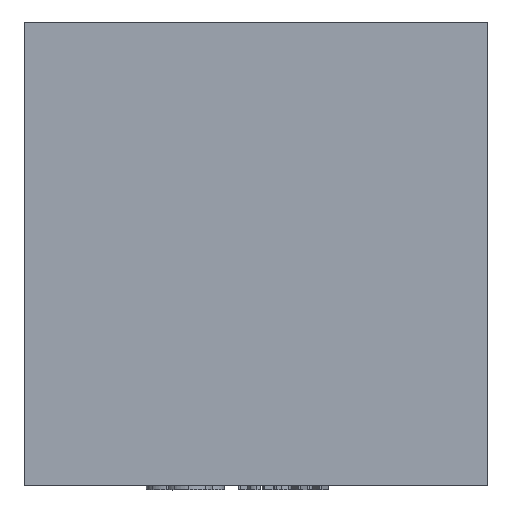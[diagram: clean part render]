
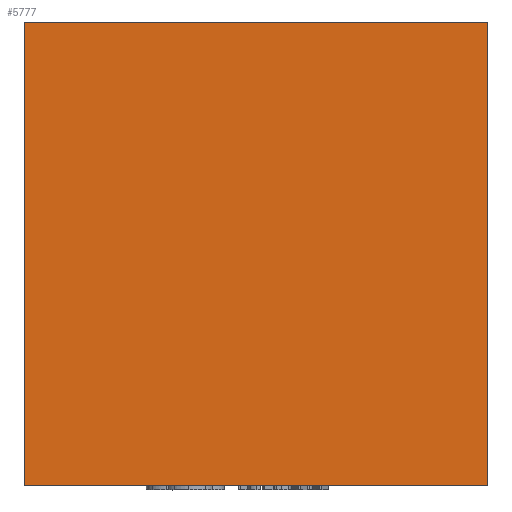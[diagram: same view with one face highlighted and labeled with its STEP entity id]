
A CAD part, top view. The second image highlights one B-rep face of the part: STEP entity #5777.
In plain terms, the highlighted planar face has unit normal (0, 0, 1).
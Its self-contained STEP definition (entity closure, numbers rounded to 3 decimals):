
#485 = ORIENTED_EDGE ( 'NONE', *, *, #7686, .T. ) ;
#616 = LINE ( 'NONE', #10909, #4241 ) ;
#1094 = ORIENTED_EDGE ( 'NONE', *, *, #12598, .T. ) ;
#1369 = DIRECTION ( 'NONE',  ( 1., 0., 0. ) ) ;
#1496 = FACE_OUTER_BOUND ( 'NONE', #11025, .T. ) ;
#1540 = EDGE_CURVE ( 'NONE', #12914, #10206, #8302, .T. ) ;
#1563 = DIRECTION ( 'NONE',  ( 1., 0., 0. ) ) ;
#1781 = VECTOR ( 'NONE', #5769, 1000. ) ;
#1836 = CARTESIAN_POINT ( 'NONE',  ( -0.55, 0.55, 0.33 ) ) ;
#1977 = ORIENTED_EDGE ( 'NONE', *, *, #1540, .T. ) ;
#3372 = CARTESIAN_POINT ( 'NONE',  ( 0., 0., 0.33 ) ) ;
#4241 = VECTOR ( 'NONE', #9840, 1000. ) ;
#4823 = LINE ( 'NONE', #8778, #1781 ) ;
#5074 = ORIENTED_EDGE ( 'NONE', *, *, #8988, .T. ) ;
#5127 = CARTESIAN_POINT ( 'NONE',  ( -0.55, -0.55, 0.33 ) ) ;
#5769 = DIRECTION ( 'NONE',  ( 0., 1., 0. ) ) ;
#5777 = ADVANCED_FACE ( 'NONE', ( #1496 ), #12569, .T. ) ;
#5784 = CARTESIAN_POINT ( 'NONE',  ( 0.55, -0.55, 0.33 ) ) ;
#6020 = CARTESIAN_POINT ( 'NONE',  ( 0.55, 0.55, 0.33 ) ) ;
#6766 = CARTESIAN_POINT ( 'NONE',  ( -0.55, -0.55, 0.33 ) ) ;
#7686 = EDGE_CURVE ( 'NONE', #10206, #9642, #616, .T. ) ;
#8216 = VERTEX_POINT ( 'NONE', #5784 ) ;
#8302 = LINE ( 'NONE', #6020, #9987 ) ;
#8778 = CARTESIAN_POINT ( 'NONE',  ( 0.55, -0.55, 0.33 ) ) ;
#8988 = EDGE_CURVE ( 'NONE', #9642, #8216, #10007, .T. ) ;
#9103 = DIRECTION ( 'NONE',  ( -1., 0., 0. ) ) ;
#9642 = VERTEX_POINT ( 'NONE', #5127 ) ;
#9840 = DIRECTION ( 'NONE',  ( 0., -1., 0. ) ) ;
#9987 = VECTOR ( 'NONE', #9103, 1000. ) ;
#10007 = LINE ( 'NONE', #6766, #12990 ) ;
#10206 = VERTEX_POINT ( 'NONE', #1836 ) ;
#10236 = CARTESIAN_POINT ( 'NONE',  ( 0.55, 0.55, 0.33 ) ) ;
#10909 = CARTESIAN_POINT ( 'NONE',  ( -0.55, 0.55, 0.33 ) ) ;
#11025 = EDGE_LOOP ( 'NONE', ( #5074, #1094, #1977, #485 ) ) ;
#11561 = DIRECTION ( 'NONE',  ( 0., 0., 1. ) ) ;
#12569 = PLANE ( 'NONE',  #12597 ) ;
#12597 = AXIS2_PLACEMENT_3D ( 'NONE', #3372, #11561, #1369 ) ;
#12598 = EDGE_CURVE ( 'NONE', #8216, #12914, #4823, .T. ) ;
#12914 = VERTEX_POINT ( 'NONE', #10236 ) ;
#12990 = VECTOR ( 'NONE', #1563, 1000. ) ;
